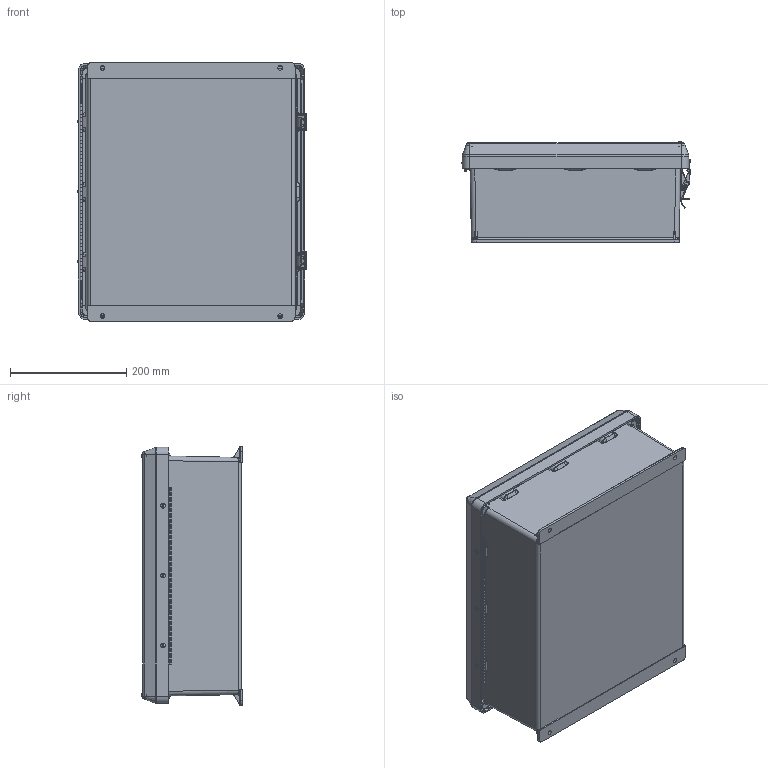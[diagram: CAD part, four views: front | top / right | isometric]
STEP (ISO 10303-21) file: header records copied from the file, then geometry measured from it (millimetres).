
FILE_DESCRIPTION (( 'STEP AP214' ), '1' );
FILE_NAME ('NB161406_3D.step', '2025-07-22T16:40:30', ( '' ), ( '' ), 'SwSTEP 2.0', 'SolidWorks 2022', '' );
FILE_SCHEMA (( 'AUTOMOTIVE_DESIGN' ));
Length unit declared in the file: inch
Products named in the file (1): NB161406_3D
Bounding box: 392.87 x 172.96 x 445 mm (x, y, z)
Volume: 2402977.8 mm3; surface area: 1329121.8 mm2
Topology: 43 solids, 43 shells, 2517 faces, 6710 edges, 4344 vertices
Faces by surface type: cylinder 1054, plane 895, bspline 283, cone 147, torus 118, sphere 20
Entity records: 108447 total; most frequent: CARTESIAN_POINT 48452, ORIENTED_EDGE 13352, DIRECTION 11571, EDGE_CURVE 6676, VERTEX_POINT 4342, AXIS2_PLACEMENT_3D 4235, LINE 3101, VECTOR 3101
